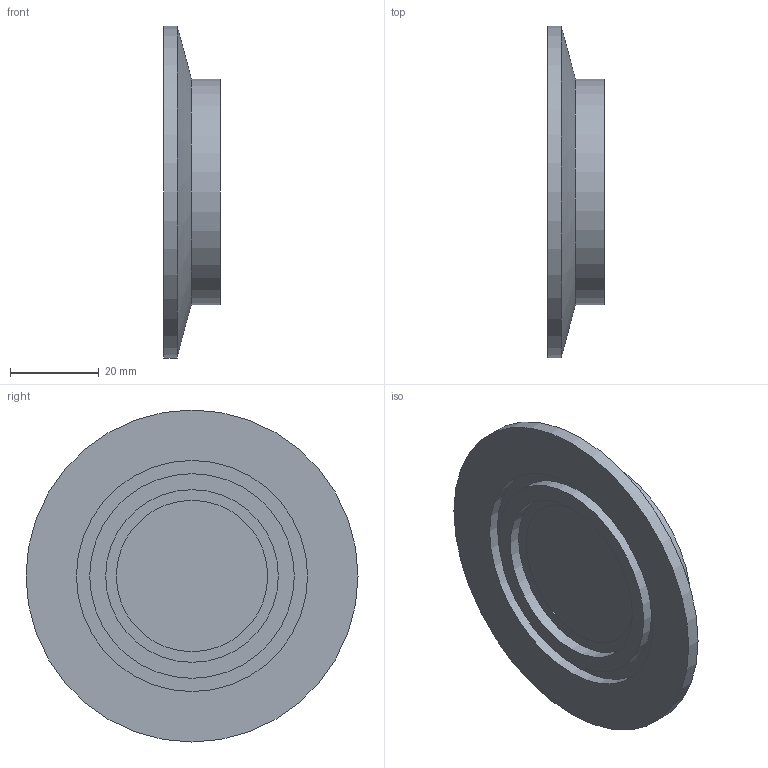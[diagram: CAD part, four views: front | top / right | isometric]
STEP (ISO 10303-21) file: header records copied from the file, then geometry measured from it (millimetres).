
FILE_DESCRIPTION (( 'STEP AP214' ), '1' );
FILE_NAME ('HK1KF50FULLVAC.STEP', '2025-05-07T14:16:36', ( '' ), ( '' ), 'SwSTEP 2.0', 'SolidWorks 2017', '' );
FILE_SCHEMA (( 'AUTOMOTIVE_DESIGN' ));
Length unit declared in the file: millimetre
Products named in the file (1): HK1KF50FULLVAC
Bounding box: 12.7 x 75 x 75 mm (x, y, z)
Volume: 22217.1 mm3; surface area: 14378.6 mm2
Topology: 2 solids, 2 shells, 23 faces, 35 edges, 23 vertices
Faces by surface type: plane 11, cylinder 11, cone 1
Full cylindrical faces by diameter (mm): 34.2 x1, 38.2 x1, 39 x1, 42.2 x2, 44 x1, 46.23 x1, 47 x1, 51 x1, 52.2 x1, 75 x1
Entity records: 578 total; most frequent: DIRECTION 92, CARTESIAN_POINT 68, AXIS2_PLACEMENT_3D 46, EDGE_LOOP 44, ORIENTED_EDGE 44, FACE_OUTER_BOUND 34, ADVANCED_FACE 23, CIRCLE 22
